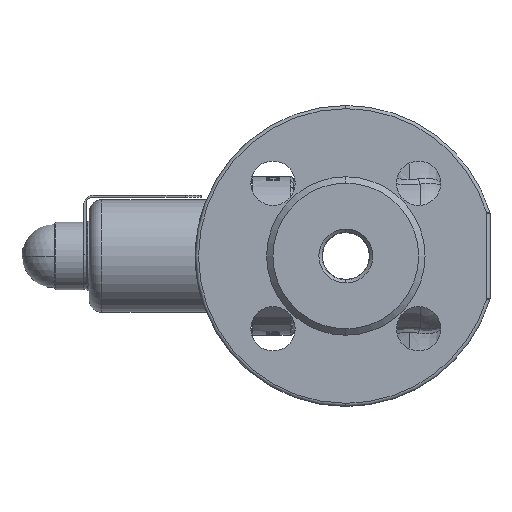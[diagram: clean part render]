
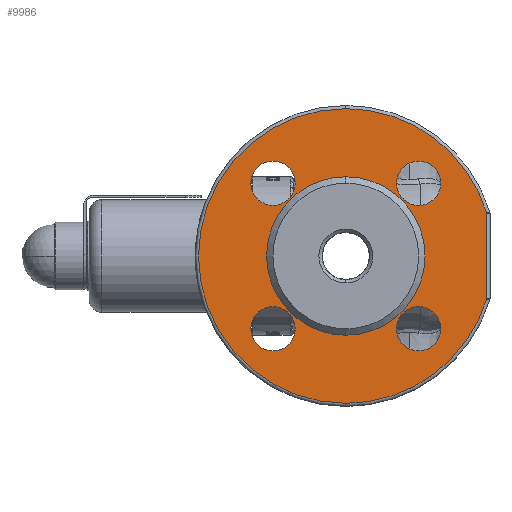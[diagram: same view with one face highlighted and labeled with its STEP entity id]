
A CAD part, left-side view. The second image highlights one B-rep face of the part: STEP entity #9986.
In plain terms, the highlighted planar face has unit normal (-1, 0, 0).
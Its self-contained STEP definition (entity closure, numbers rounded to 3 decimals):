
#17 = EDGE_CURVE ( 'NONE', #48879, #4906, #47445, .T. ) ;
#152 = AXIS2_PLACEMENT_3D ( 'NONE', #22808, #11296, #18821 ) ;
#561 = EDGE_LOOP ( 'NONE', ( #6953, #4109 ) ) ;
#640 = CIRCLE ( 'NONE', #13113, 7. ) ;
#645 = CIRCLE ( 'NONE', #152, 46.5 ) ;
#817 = EDGE_CURVE ( 'NONE', #17110, #38293, #645, .T. ) ;
#1224 = ORIENTED_EDGE ( 'NONE', *, *, #45283, .T. ) ;
#1755 = VERTEX_POINT ( 'NONE', #38857 ) ;
#2096 = CARTESIAN_POINT ( 'NONE',  ( -63., 0., 46.5 ) ) ;
#2226 = DIRECTION ( 'NONE',  ( 0., 0., 1. ) ) ;
#2712 = PLANE ( 'NONE',  #44800 ) ;
#3467 = CARTESIAN_POINT ( 'NONE',  ( -63., 22.981, -22.981 ) ) ;
#3562 = DIRECTION ( 'NONE',  ( 0., 0., -1. ) ) ;
#3994 = ORIENTED_EDGE ( 'NONE', *, *, #18246, .T. ) ;
#4109 = ORIENTED_EDGE ( 'NONE', *, *, #17, .T. ) ;
#4717 = CIRCLE ( 'NONE', #39158, 7. ) ;
#4906 = VERTEX_POINT ( 'NONE', #31598 ) ;
#5342 = CARTESIAN_POINT ( 'NONE',  ( -63., -22.981, 22.981 ) ) ;
#5590 = EDGE_CURVE ( 'NONE', #43425, #41093, #9457, .T. ) ;
#5739 = CARTESIAN_POINT ( 'NONE',  ( -63., -44.5, 0. ) ) ;
#6341 = EDGE_CURVE ( 'NONE', #12549, #6607, #640, .T. ) ;
#6351 = AXIS2_PLACEMENT_3D ( 'NONE', #9765, #9437, #16924 ) ;
#6433 = CARTESIAN_POINT ( 'NONE',  ( -63., 22.981, -29.981 ) ) ;
#6587 = CIRCLE ( 'NONE', #24710, 7. ) ;
#6607 = VERTEX_POINT ( 'NONE', #27698 ) ;
#6953 = ORIENTED_EDGE ( 'NONE', *, *, #24457, .T. ) ;
#7289 = FACE_OUTER_BOUND ( 'NONE', #14725, .T. ) ;
#9097 = CARTESIAN_POINT ( 'NONE',  ( -63., 22.981, 29.981 ) ) ;
#9397 = CARTESIAN_POINT ( 'NONE',  ( -63., 0., 0. ) ) ;
#9437 = DIRECTION ( 'NONE',  ( 1., 0., 0. ) ) ;
#9457 = CIRCLE ( 'NONE', #37076, 46.5 ) ;
#9671 = DIRECTION ( 'NONE',  ( 0., 0., -1. ) ) ;
#9765 = CARTESIAN_POINT ( 'NONE',  ( -63., 22.981, 22.981 ) ) ;
#9986 = ADVANCED_FACE ( 'NONE', ( #11414, #19032, #30250, #36736, #37355, #7289 ), #2712, .F. ) ;
#10133 = LINE ( 'NONE', #5739, #10729 ) ;
#10194 = CARTESIAN_POINT ( 'NONE',  ( -63., 0., -46.5 ) ) ;
#10643 = CARTESIAN_POINT ( 'NONE',  ( -63., -22.981, -22.981 ) ) ;
#10729 = VECTOR ( 'NONE', #32440, 1000. ) ;
#11178 = DIRECTION ( 'NONE',  ( 1., 0., 0. ) ) ;
#11268 = ORIENTED_EDGE ( 'NONE', *, *, #14520, .F. ) ;
#11296 = DIRECTION ( 'NONE',  ( -1., 0., 0. ) ) ;
#11364 = AXIS2_PLACEMENT_3D ( 'NONE', #9397, #21233, #2226 ) ;
#11414 = FACE_BOUND ( 'NONE', #11514, .T. ) ;
#11514 = EDGE_LOOP ( 'NONE', ( #17294, #3994 ) ) ;
#11609 = EDGE_CURVE ( 'NONE', #18048, #20561, #4717, .T. ) ;
#12249 = CIRCLE ( 'NONE', #40092, 7. ) ;
#12448 = ORIENTED_EDGE ( 'NONE', *, *, #11609, .T. ) ;
#12549 = VERTEX_POINT ( 'NONE', #26295 ) ;
#12807 = CARTESIAN_POINT ( 'NONE',  ( -63., 22.981, 22.981 ) ) ;
#13113 = AXIS2_PLACEMENT_3D ( 'NONE', #40752, #17773, #36634 ) ;
#13771 = CIRCLE ( 'NONE', #20563, 7. ) ;
#13835 = CARTESIAN_POINT ( 'NONE',  ( -63., -44.5, -13.491 ) ) ;
#14107 = CIRCLE ( 'NONE', #40709, 25. ) ;
#14231 = DIRECTION ( 'NONE',  ( 1., 0., 0. ) ) ;
#14447 = CARTESIAN_POINT ( 'NONE',  ( -63., 22.981, -22.981 ) ) ;
#14520 = EDGE_CURVE ( 'NONE', #38410, #24769, #42108, .T. ) ;
#14649 = AXIS2_PLACEMENT_3D ( 'NONE', #47652, #17692, #25375 ) ;
#14725 = EDGE_LOOP ( 'NONE', ( #14809, #45887, #34530, #22295 ) ) ;
#14809 = ORIENTED_EDGE ( 'NONE', *, *, #817, .T. ) ;
#15246 = CARTESIAN_POINT ( 'NONE',  ( -63., 25., 0. ) ) ;
#16924 = DIRECTION ( 'NONE',  ( 0., 0., -1. ) ) ;
#17110 = VERTEX_POINT ( 'NONE', #45952 ) ;
#17294 = ORIENTED_EDGE ( 'NONE', *, *, #47889, .T. ) ;
#17558 = EDGE_LOOP ( 'NONE', ( #1224, #44297 ) ) ;
#17644 = DIRECTION ( 'NONE',  ( -1., 0., 0. ) ) ;
#17692 = DIRECTION ( 'NONE',  ( -1., 0., 0. ) ) ;
#17773 = DIRECTION ( 'NONE',  ( 1., 0., 0. ) ) ;
#18048 = VERTEX_POINT ( 'NONE', #39714 ) ;
#18053 = DIRECTION ( 'NONE',  ( 0., 0., -1. ) ) ;
#18246 = EDGE_CURVE ( 'NONE', #42826, #1755, #12249, .T. ) ;
#18821 = DIRECTION ( 'NONE',  ( 0., 0., 1. ) ) ;
#19032 = FACE_BOUND ( 'NONE', #561, .T. ) ;
#19729 = ORIENTED_EDGE ( 'NONE', *, *, #26640, .F. ) ;
#20561 = VERTEX_POINT ( 'NONE', #9097 ) ;
#20563 = AXIS2_PLACEMENT_3D ( 'NONE', #10643, #14231, #48417 ) ;
#21233 = DIRECTION ( 'NONE',  ( -1., 0., 0. ) ) ;
#22295 = ORIENTED_EDGE ( 'NONE', *, *, #38982, .T. ) ;
#22808 = CARTESIAN_POINT ( 'NONE',  ( -63., 0., 0. ) ) ;
#23972 = CIRCLE ( 'NONE', #28286, 7. ) ;
#24457 = EDGE_CURVE ( 'NONE', #4906, #48879, #13771, .T. ) ;
#24710 = AXIS2_PLACEMENT_3D ( 'NONE', #5342, #46793, #31712 ) ;
#24769 = VERTEX_POINT ( 'NONE', #33087 ) ;
#25375 = DIRECTION ( 'NONE',  ( 0., 0., 1. ) ) ;
#26041 = DIRECTION ( 'NONE',  ( 1., 0., 0. ) ) ;
#26295 = CARTESIAN_POINT ( 'NONE',  ( -63., -22.981, 15.981 ) ) ;
#26640 = EDGE_CURVE ( 'NONE', #24769, #38410, #14107, .T. ) ;
#27698 = CARTESIAN_POINT ( 'NONE',  ( -63., -22.981, 29.981 ) ) ;
#28286 = AXIS2_PLACEMENT_3D ( 'NONE', #3467, #29846, #31006 ) ;
#29028 = CARTESIAN_POINT ( 'NONE',  ( -63., 0., 0. ) ) ;
#29303 = DIRECTION ( 'NONE',  ( 1., 0., 0. ) ) ;
#29846 = DIRECTION ( 'NONE',  ( 1., 0., 0. ) ) ;
#30250 = FACE_BOUND ( 'NONE', #17558, .T. ) ;
#30395 = EDGE_LOOP ( 'NONE', ( #35387, #12448 ) ) ;
#31006 = DIRECTION ( 'NONE',  ( 0., 0., -1. ) ) ;
#31598 = CARTESIAN_POINT ( 'NONE',  ( -63., -22.981, -15.981 ) ) ;
#31712 = DIRECTION ( 'NONE',  ( 0., 0., -1. ) ) ;
#32440 = DIRECTION ( 'NONE',  ( 0., 0., 1. ) ) ;
#33087 = CARTESIAN_POINT ( 'NONE',  ( -63., 0., -25. ) ) ;
#34530 = ORIENTED_EDGE ( 'NONE', *, *, #5590, .T. ) ;
#34673 = EDGE_CURVE ( 'NONE', #38293, #43425, #36208, .T. ) ;
#35387 = ORIENTED_EDGE ( 'NONE', *, *, #44454, .T. ) ;
#36202 = CIRCLE ( 'NONE', #6351, 7. ) ;
#36208 = CIRCLE ( 'NONE', #11364, 46.5 ) ;
#36324 = DIRECTION ( 'NONE',  ( 0., 0., 1. ) ) ;
#36634 = DIRECTION ( 'NONE',  ( 0., 0., -1. ) ) ;
#36736 = FACE_BOUND ( 'NONE', #30395, .T. ) ;
#37076 = AXIS2_PLACEMENT_3D ( 'NONE', #29028, #44063, #36324 ) ;
#37198 = DIRECTION ( 'NONE',  ( 0., 0., -1. ) ) ;
#37342 = EDGE_LOOP ( 'NONE', ( #19729, #11268 ) ) ;
#37355 = FACE_BOUND ( 'NONE', #37342, .T. ) ;
#38293 = VERTEX_POINT ( 'NONE', #2096 ) ;
#38410 = VERTEX_POINT ( 'NONE', #44326 ) ;
#38857 = CARTESIAN_POINT ( 'NONE',  ( -63., 22.981, -15.981 ) ) ;
#38982 = EDGE_CURVE ( 'NONE', #41093, #17110, #10133, .T. ) ;
#39158 = AXIS2_PLACEMENT_3D ( 'NONE', #12807, #46797, #9671 ) ;
#39714 = CARTESIAN_POINT ( 'NONE',  ( -63., 22.981, 15.981 ) ) ;
#39927 = CARTESIAN_POINT ( 'NONE',  ( -63., -22.981, -29.981 ) ) ;
#40092 = AXIS2_PLACEMENT_3D ( 'NONE', #14447, #26041, #3562 ) ;
#40291 = CARTESIAN_POINT ( 'NONE',  ( -63., 0., 0. ) ) ;
#40709 = AXIS2_PLACEMENT_3D ( 'NONE', #40291, #17644, #44086 ) ;
#40752 = CARTESIAN_POINT ( 'NONE',  ( -63., -22.981, 22.981 ) ) ;
#40895 = AXIS2_PLACEMENT_3D ( 'NONE', #48820, #29303, #18053 ) ;
#41093 = VERTEX_POINT ( 'NONE', #13835 ) ;
#42108 = CIRCLE ( 'NONE', #14649, 25. ) ;
#42826 = VERTEX_POINT ( 'NONE', #6433 ) ;
#43425 = VERTEX_POINT ( 'NONE', #10194 ) ;
#44063 = DIRECTION ( 'NONE',  ( -1., 0., 0. ) ) ;
#44086 = DIRECTION ( 'NONE',  ( 0., 0., 1. ) ) ;
#44297 = ORIENTED_EDGE ( 'NONE', *, *, #6341, .T. ) ;
#44326 = CARTESIAN_POINT ( 'NONE',  ( -63., 0., 25. ) ) ;
#44454 = EDGE_CURVE ( 'NONE', #20561, #18048, #36202, .T. ) ;
#44800 = AXIS2_PLACEMENT_3D ( 'NONE', #15246, #11178, #37198 ) ;
#45283 = EDGE_CURVE ( 'NONE', #6607, #12549, #6587, .T. ) ;
#45887 = ORIENTED_EDGE ( 'NONE', *, *, #34673, .T. ) ;
#45952 = CARTESIAN_POINT ( 'NONE',  ( -63., -44.5, 13.491 ) ) ;
#46793 = DIRECTION ( 'NONE',  ( 1., 0., 0. ) ) ;
#46797 = DIRECTION ( 'NONE',  ( 1., 0., 0. ) ) ;
#47445 = CIRCLE ( 'NONE', #40895, 7. ) ;
#47652 = CARTESIAN_POINT ( 'NONE',  ( -63., 0., 0. ) ) ;
#47889 = EDGE_CURVE ( 'NONE', #1755, #42826, #23972, .T. ) ;
#48417 = DIRECTION ( 'NONE',  ( 0., 0., -1. ) ) ;
#48820 = CARTESIAN_POINT ( 'NONE',  ( -63., -22.981, -22.981 ) ) ;
#48879 = VERTEX_POINT ( 'NONE', #39927 ) ;
